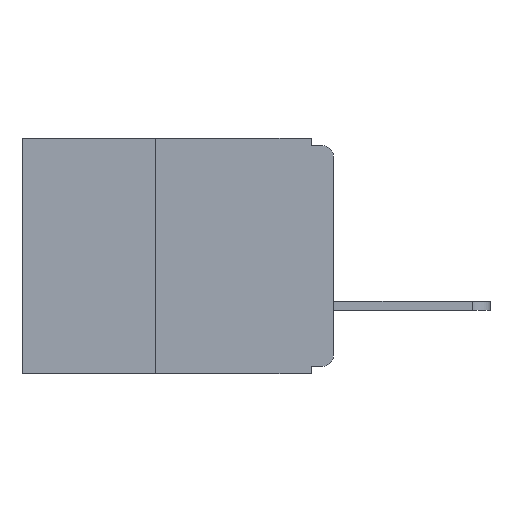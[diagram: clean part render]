
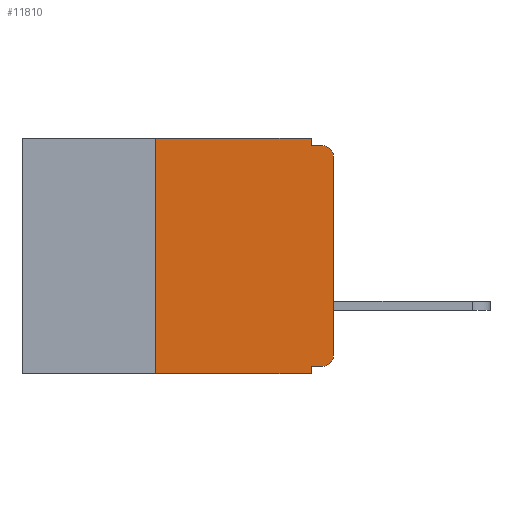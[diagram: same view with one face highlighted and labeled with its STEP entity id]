
A CAD part, left-side view. The second image highlights one B-rep face of the part: STEP entity #11810.
In plain terms, the highlighted planar face has unit normal (-1, 0, 0).
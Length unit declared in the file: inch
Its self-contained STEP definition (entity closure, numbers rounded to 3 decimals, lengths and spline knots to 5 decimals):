
#47 = VERTEX_POINT ( 'NONE', #13552 ) ;
#362 = DIRECTION ( 'NONE',  ( 0., 0., 1. ) ) ;
#499 = VERTEX_POINT ( 'NONE', #14486 ) ;
#1338 = CARTESIAN_POINT ( 'NONE',  ( 0., 0.015, -0.025 ) ) ;
#1405 = EDGE_CURVE ( 'NONE', #8483, #499, #17866, .T. ) ;
#1676 = ORIENTED_EDGE ( 'NONE', *, *, #7978, .F. ) ;
#1978 = CARTESIAN_POINT ( 'NONE',  ( 0., 0.437, 0. ) ) ;
#2294 = AXIS2_PLACEMENT_3D ( 'NONE', #20445, #6879, #20528 ) ;
#3045 = EDGE_CURVE ( 'NONE', #16029, #19806, #8406, .T. ) ;
#3172 = CARTESIAN_POINT ( 'NONE',  ( 0., 0., -0.01 ) ) ;
#3371 = DIRECTION ( 'NONE',  ( 0., 0., -1. ) ) ;
#3746 = DIRECTION ( 'NONE',  ( 0., 0., -1. ) ) ;
#4161 = CARTESIAN_POINT ( 'NONE',  ( 0., 0.031, -0.32 ) ) ;
#4196 = VECTOR ( 'NONE', #8096, 39.37008 ) ;
#4743 = EDGE_CURVE ( 'NONE', #7743, #9300, #19863, .T. ) ;
#4827 = PLANE ( 'NONE',  #2294 ) ;
#5529 = ORIENTED_EDGE ( 'NONE', *, *, #3045, .T. ) ;
#5547 = CARTESIAN_POINT ( 'NONE',  ( 0., 0., -0.305 ) ) ;
#5775 = ORIENTED_EDGE ( 'NONE', *, *, #20723, .T. ) ;
#5862 = LINE ( 'NONE', #3172, #20849 ) ;
#6465 = AXIS2_PLACEMENT_3D ( 'NONE', #8035, #21688, #10035 ) ;
#6760 = VECTOR ( 'NONE', #8719, 39.37008 ) ;
#6799 = DIRECTION ( 'NONE',  ( 0., -1., 0. ) ) ;
#6879 = DIRECTION ( 'NONE',  ( 1., 0., 0. ) ) ;
#7743 = VERTEX_POINT ( 'NONE', #24794 ) ;
#7793 = VECTOR ( 'NONE', #362, 39.37008 ) ;
#7978 = EDGE_CURVE ( 'NONE', #23038, #7743, #9981, .T. ) ;
#8035 = CARTESIAN_POINT ( 'NONE',  ( 0., 0.015, -0.305 ) ) ;
#8058 = CARTESIAN_POINT ( 'NONE',  ( 0., 0.25, -0.33 ) ) ;
#8096 = DIRECTION ( 'NONE',  ( 0., -1., 0. ) ) ;
#8406 = LINE ( 'NONE', #10422, #7793 ) ;
#8483 = VERTEX_POINT ( 'NONE', #4161 ) ;
#8719 = DIRECTION ( 'NONE',  ( 0., 0., -1. ) ) ;
#9300 = VERTEX_POINT ( 'NONE', #18588 ) ;
#9901 = CARTESIAN_POINT ( 'NONE',  ( 0., 0., -0.025 ) ) ;
#9981 = LINE ( 'NONE', #8058, #19673 ) ;
#10035 = DIRECTION ( 'NONE',  ( 0., 0., -1. ) ) ;
#10072 = EDGE_CURVE ( 'NONE', #19806, #47, #18846, .T. ) ;
#10422 = CARTESIAN_POINT ( 'NONE',  ( 0., 0., 0. ) ) ;
#11231 = EDGE_LOOP ( 'NONE', ( #5529, #20287, #21587, #18521, #17142, #1676, #5775, #12224, #21188, #20579 ) ) ;
#11594 = AXIS2_PLACEMENT_3D ( 'NONE', #1338, #15268, #3371 ) ;
#11802 = CARTESIAN_POINT ( 'NONE',  ( 0., 0.031, -0.33 ) ) ;
#11810 = ADVANCED_FACE ( 'NONE', ( #15202 ), #4827, .F. ) ;
#12025 = DIRECTION ( 'NONE',  ( 0., 0., 1. ) ) ;
#12224 = ORIENTED_EDGE ( 'NONE', *, *, #1405, .F. ) ;
#12360 = VERTEX_POINT ( 'NONE', #12914 ) ;
#12742 = VERTEX_POINT ( 'NONE', #16099 ) ;
#12914 = CARTESIAN_POINT ( 'NONE',  ( 0., 0.015, -0.32 ) ) ;
#13045 = EDGE_CURVE ( 'NONE', #12742, #47, #5862, .T. ) ;
#13552 = CARTESIAN_POINT ( 'NONE',  ( 0., 0.015, -0.01 ) ) ;
#14042 = EDGE_CURVE ( 'NONE', #9300, #12742, #17187, .T. ) ;
#14486 = CARTESIAN_POINT ( 'NONE',  ( 0., 0.031, -0.33 ) ) ;
#15202 = FACE_OUTER_BOUND ( 'NONE', #11231, .T. ) ;
#15268 = DIRECTION ( 'NONE',  ( -1., 0., 0. ) ) ;
#15526 = EDGE_CURVE ( 'NONE', #12360, #16029, #18784, .T. ) ;
#16029 = VERTEX_POINT ( 'NONE', #5547 ) ;
#16099 = CARTESIAN_POINT ( 'NONE',  ( 0., 0.031, -0.01 ) ) ;
#16488 = CARTESIAN_POINT ( 'NONE',  ( 0., 0.031, 0. ) ) ;
#16581 = CARTESIAN_POINT ( 'NONE',  ( 0., 0.437, -0.33 ) ) ;
#17017 = DIRECTION ( 'NONE',  ( 0., -1., 0. ) ) ;
#17142 = ORIENTED_EDGE ( 'NONE', *, *, #4743, .F. ) ;
#17187 = LINE ( 'NONE', #16488, #6760 ) ;
#17866 = LINE ( 'NONE', #11802, #21824 ) ;
#18521 = ORIENTED_EDGE ( 'NONE', *, *, #14042, .F. ) ;
#18588 = CARTESIAN_POINT ( 'NONE',  ( 0., 0.031, 0. ) ) ;
#18784 = CIRCLE ( 'NONE', #6465, 0.015 ) ;
#18846 = CIRCLE ( 'NONE', #11594, 0.015 ) ;
#19104 = CARTESIAN_POINT ( 'NONE',  ( 0., 0., -0.32 ) ) ;
#19323 = VECTOR ( 'NONE', #25029, 39.37008 ) ;
#19673 = VECTOR ( 'NONE', #12025, 39.37008 ) ;
#19729 = LINE ( 'NONE', #16581, #24361 ) ;
#19806 = VERTEX_POINT ( 'NONE', #9901 ) ;
#19863 = LINE ( 'NONE', #1978, #4196 ) ;
#20287 = ORIENTED_EDGE ( 'NONE', *, *, #10072, .T. ) ;
#20445 = CARTESIAN_POINT ( 'NONE',  ( 0., 0.437, 0. ) ) ;
#20528 = DIRECTION ( 'NONE',  ( 0., 0., -1. ) ) ;
#20579 = ORIENTED_EDGE ( 'NONE', *, *, #15526, .T. ) ;
#20723 = EDGE_CURVE ( 'NONE', #23038, #499, #19729, .T. ) ;
#20849 = VECTOR ( 'NONE', #17017, 39.37008 ) ;
#21188 = ORIENTED_EDGE ( 'NONE', *, *, #22961, .F. ) ;
#21345 = CARTESIAN_POINT ( 'NONE',  ( 0., 0.25, -0.33 ) ) ;
#21587 = ORIENTED_EDGE ( 'NONE', *, *, #13045, .F. ) ;
#21688 = DIRECTION ( 'NONE',  ( -1., 0., 0. ) ) ;
#21824 = VECTOR ( 'NONE', #3746, 39.37008 ) ;
#22961 = EDGE_CURVE ( 'NONE', #12360, #8483, #24559, .T. ) ;
#23038 = VERTEX_POINT ( 'NONE', #21345 ) ;
#24361 = VECTOR ( 'NONE', #6799, 39.37008 ) ;
#24559 = LINE ( 'NONE', #19104, #19323 ) ;
#24794 = CARTESIAN_POINT ( 'NONE',  ( 0., 0.25, 0. ) ) ;
#25029 = DIRECTION ( 'NONE',  ( 0., 1., 0. ) ) ;
